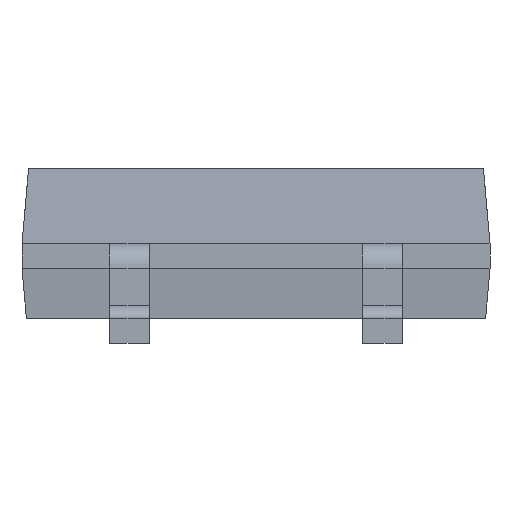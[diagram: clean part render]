
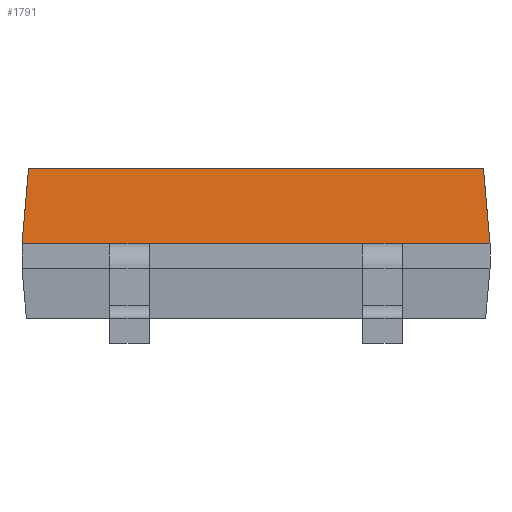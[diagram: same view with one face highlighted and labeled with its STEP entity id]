
A CAD part, left-side view. The second image highlights one B-rep face of the part: STEP entity #1791.
In plain terms, the highlighted planar face has unit normal (-0.996, 0, 0.087).
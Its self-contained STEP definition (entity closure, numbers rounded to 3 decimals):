
#432 = VERTEX_POINT('',#433);
#433 = CARTESIAN_POINT('',(-1.934,-2.284,1.75));
#450 = VERTEX_POINT('',#451);
#451 = CARTESIAN_POINT('',(-1.934,2.284,1.75));
#457 = EDGE_CURVE('',#450,#432,#458,.T.);
#458 = LINE('',#459,#460);
#459 = CARTESIAN_POINT('',(-1.934,-2.35,1.75));
#460 = VECTOR('',#461,1.);
#461 = DIRECTION('',(0.,-1.,0.));
#1563 = VERTEX_POINT('',#1564);
#1564 = CARTESIAN_POINT('',(-2.,2.35,1.));
#1570 = EDGE_CURVE('',#450,#1563,#1571,.T.);
#1571 = LINE('',#1572,#1573);
#1572 = CARTESIAN_POINT('',(-1.982,2.332,1.202
    ));
#1573 = VECTOR('',#1574,1.);
#1574 = DIRECTION('',(-0.087,0.087,
    -0.992));
#1765 = VERTEX_POINT('',#1766);
#1766 = CARTESIAN_POINT('',(-2.,1.47,1.));
#1774 = EDGE_CURVE('',#1563,#1765,#1775,.T.);
#1775 = LINE('',#1776,#1777);
#1776 = CARTESIAN_POINT('',(-2.,0.,1.));
#1777 = VECTOR('',#1778,1.);
#1778 = DIRECTION('',(0.,-1.,0.));
#1791 = ADVANCED_FACE('',(#1792),#1835,.T.);
#1792 = FACE_BOUND('',#1793,.T.);
#1793 = EDGE_LOOP('',(#1794,#1795,#1796,#1804,#1812,#1820,#1828,#1834));
#1794 = ORIENTED_EDGE('',*,*,#1570,.T.);
#1795 = ORIENTED_EDGE('',*,*,#1774,.T.);
#1796 = ORIENTED_EDGE('',*,*,#1797,.T.);
#1797 = EDGE_CURVE('',#1765,#1798,#1800,.T.);
#1798 = VERTEX_POINT('',#1799);
#1799 = CARTESIAN_POINT('',(-2.,1.07,1.));
#1800 = LINE('',#1801,#1802);
#1801 = CARTESIAN_POINT('',(-2.,0.,1.));
#1802 = VECTOR('',#1803,1.);
#1803 = DIRECTION('',(0.,-1.,0.));
#1804 = ORIENTED_EDGE('',*,*,#1805,.T.);
#1805 = EDGE_CURVE('',#1798,#1806,#1808,.T.);
#1806 = VERTEX_POINT('',#1807);
#1807 = CARTESIAN_POINT('',(-2.,-1.07,1.));
#1808 = LINE('',#1809,#1810);
#1809 = CARTESIAN_POINT('',(-2.,0.,1.));
#1810 = VECTOR('',#1811,1.);
#1811 = DIRECTION('',(0.,-1.,0.));
#1812 = ORIENTED_EDGE('',*,*,#1813,.T.);
#1813 = EDGE_CURVE('',#1806,#1814,#1816,.T.);
#1814 = VERTEX_POINT('',#1815);
#1815 = CARTESIAN_POINT('',(-2.,-1.47,1.));
#1816 = LINE('',#1817,#1818);
#1817 = CARTESIAN_POINT('',(-2.,0.,1.));
#1818 = VECTOR('',#1819,1.);
#1819 = DIRECTION('',(0.,-1.,0.));
#1820 = ORIENTED_EDGE('',*,*,#1821,.T.);
#1821 = EDGE_CURVE('',#1814,#1822,#1824,.T.);
#1822 = VERTEX_POINT('',#1823);
#1823 = CARTESIAN_POINT('',(-2.,-2.35,1.));
#1824 = LINE('',#1825,#1826);
#1825 = CARTESIAN_POINT('',(-2.,0.,1.));
#1826 = VECTOR('',#1827,1.);
#1827 = DIRECTION('',(0.,-1.,0.));
#1828 = ORIENTED_EDGE('',*,*,#1829,.F.);
#1829 = EDGE_CURVE('',#432,#1822,#1830,.T.);
#1830 = LINE('',#1831,#1832);
#1831 = CARTESIAN_POINT('',(-1.985,-2.335,
    1.172));
#1832 = VECTOR('',#1833,1.);
#1833 = DIRECTION('',(-0.087,-0.087,
    -0.992));
#1834 = ORIENTED_EDGE('',*,*,#457,.F.);
#1835 = PLANE('',#1836);
#1836 = AXIS2_PLACEMENT_3D('',#1837,#1838,#1839);
#1837 = CARTESIAN_POINT('',(-2.,0.,1.));
#1838 = DIRECTION('',(-0.996,0.,
    0.087));
#1839 = DIRECTION('',(0.087,0.,
    0.996));
